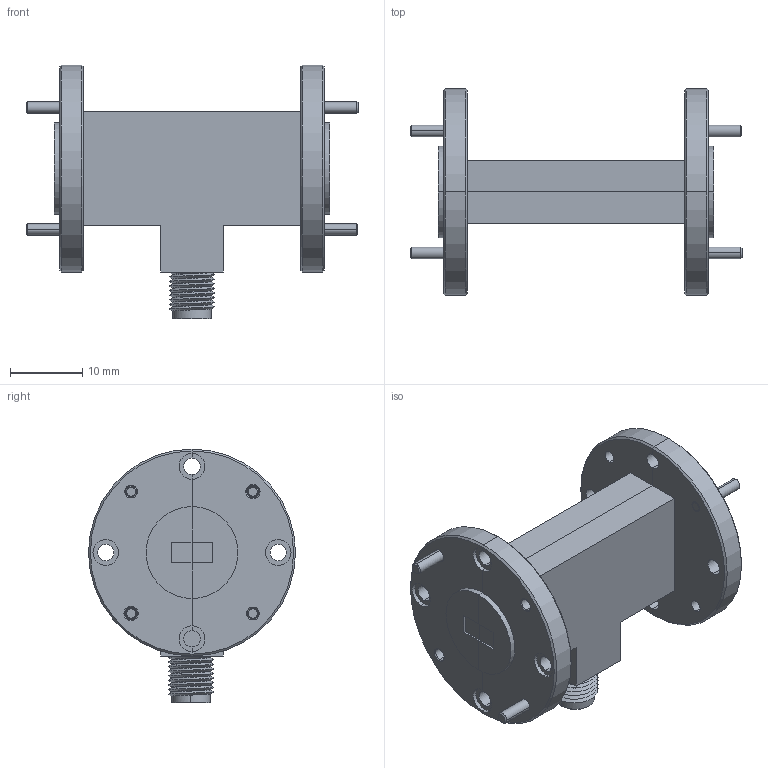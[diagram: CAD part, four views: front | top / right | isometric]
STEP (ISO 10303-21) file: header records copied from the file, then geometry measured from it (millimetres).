
FILE_DESCRIPTION (( 'STEP AP203' ), '1' );
FILE_NAME ('SKA-3534532535-2222-A1.STEP', '2019-10-16T01:09:33', ( '' ), ( '' ), 'SwSTEP 2.0', 'SolidWorks 2016', '' );
FILE_SCHEMA (( 'CONFIG_CONTROL_DESIGN' ));
Length unit declared in the file: inch
Products named in the file (1): SKA-3534532535-2222-A1
Bounding box: 45.85 x 28.57 x 35.05 mm (x, y, z)
Volume: 8744.5 mm3; surface area: 7698.3 mm2
Topology: 15 solids, 15 shells, 495 faces, 1125 edges, 682 vertices
Faces by surface type: cylinder 183, plane 166, cone 144, bspline 2
Entity records: 15113 total; most frequent: CARTESIAN_POINT 3889, DIRECTION 2424, ORIENTED_EDGE 2218, EDGE_CURVE 1109, AXIS2_PLACEMENT_3D 936, VERTEX_POINT 682, EDGE_LOOP 577, LINE 552
